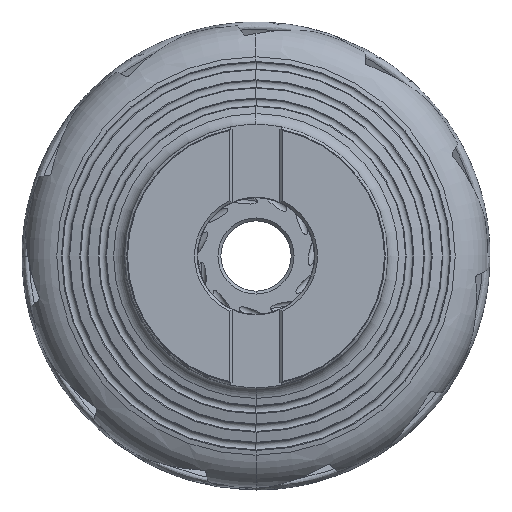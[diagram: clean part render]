
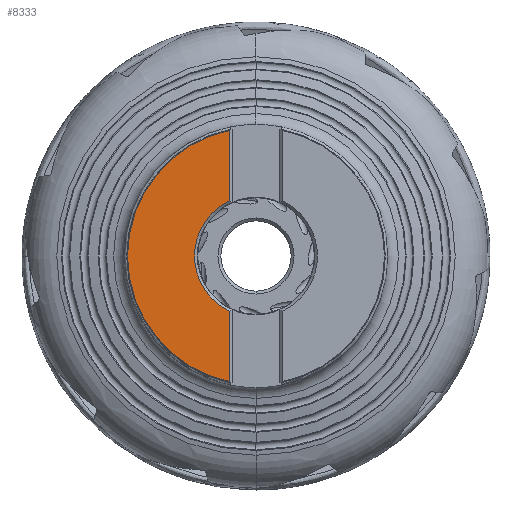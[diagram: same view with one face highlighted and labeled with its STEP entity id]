
A CAD part, left-side view. The second image highlights one B-rep face of the part: STEP entity #8333.
In plain terms, the highlighted planar face has unit normal (-1, 0, 0).
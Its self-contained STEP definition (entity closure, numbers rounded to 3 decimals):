
#552 = DIRECTION ( 'NONE',  ( 0., 0., -1. ) ) ;
#555 = DIRECTION ( 'NONE',  ( 0., 0., -1. ) ) ;
#2938 = AXIS2_PLACEMENT_3D ( 'NONE', #6534, #19212, #21952 ) ;
#4398 = ORIENTED_EDGE ( 'NONE', *, *, #16308, .F. ) ;
#5553 = CARTESIAN_POINT ( 'NONE',  ( -49.2, 0., 0. ) ) ;
#5555 = DIRECTION ( 'NONE',  ( 1., 0., 0. ) ) ;
#5830 = VERTEX_POINT ( 'NONE', #15686 ) ;
#5995 = PLANE ( 'NONE',  #14840 ) ;
#6426 = VERTEX_POINT ( 'NONE', #17120 ) ;
#6534 = CARTESIAN_POINT ( 'NONE',  ( -49.2, 0., 0. ) ) ;
#7098 = LINE ( 'NONE', #13776, #20407 ) ;
#8279 = AXIS2_PLACEMENT_3D ( 'NONE', #5553, #20220, #552 ) ;
#8333 = ADVANCED_FACE ( 'NONE', ( #10499 ), #5995, .F. ) ;
#8857 = DIRECTION ( 'NONE',  ( 0., 0., -1. ) ) ;
#10499 = FACE_OUTER_BOUND ( 'NONE', #31246, .T. ) ;
#13720 = LINE ( 'NONE', #16217, #21966 ) ;
#13776 = CARTESIAN_POINT ( 'NONE',  ( -49.2, 9.15, -50. ) ) ;
#13847 = ORIENTED_EDGE ( 'NONE', *, *, #17064, .T. ) ;
#14840 = AXIS2_PLACEMENT_3D ( 'NONE', #27990, #5555, #555 ) ;
#15686 = CARTESIAN_POINT ( 'NONE',  ( -49.2, 9.15, -42.956 ) ) ;
#16217 = CARTESIAN_POINT ( 'NONE',  ( -49.2, 9.15, -50. ) ) ;
#16308 = EDGE_CURVE ( 'NONE', #6426, #20008, #7098, .T. ) ;
#17064 = EDGE_CURVE ( 'NONE', #6426, #5830, #23948, .T. ) ;
#17120 = CARTESIAN_POINT ( 'NONE',  ( -49.2, 9.15, 42.956 ) ) ;
#17958 = ORIENTED_EDGE ( 'NONE', *, *, #29109, .F. ) ;
#19212 = DIRECTION ( 'NONE',  ( -1., 0., 0. ) ) ;
#20008 = VERTEX_POINT ( 'NONE', #20999 ) ;
#20220 = DIRECTION ( 'NONE',  ( -1., 0., 0. ) ) ;
#20407 = VECTOR ( 'NONE', #8857, 1000. ) ;
#20999 = CARTESIAN_POINT ( 'NONE',  ( -49.2, 9.15, 18.93 ) ) ;
#21440 = ORIENTED_EDGE ( 'NONE', *, *, #22371, .F. ) ;
#21952 = DIRECTION ( 'NONE',  ( 0., 0., -1. ) ) ;
#21966 = VECTOR ( 'NONE', #28255, 1000. ) ;
#22371 = EDGE_CURVE ( 'NONE', #27652, #5830, #13720, .T. ) ;
#23948 = CIRCLE ( 'NONE', #8279, 43.92 ) ;
#27652 = VERTEX_POINT ( 'NONE', #29039 ) ;
#27990 = CARTESIAN_POINT ( 'NONE',  ( -49.2, 0., 0. ) ) ;
#28255 = DIRECTION ( 'NONE',  ( 0., 0., -1. ) ) ;
#29039 = CARTESIAN_POINT ( 'NONE',  ( -49.2, 9.15, -18.93 ) ) ;
#29109 = EDGE_CURVE ( 'NONE', #20008, #27652, #32213, .T. ) ;
#31246 = EDGE_LOOP ( 'NONE', ( #13847, #21440, #17958, #4398 ) ) ;
#32213 = CIRCLE ( 'NONE', #2938, 21.025 ) ;
